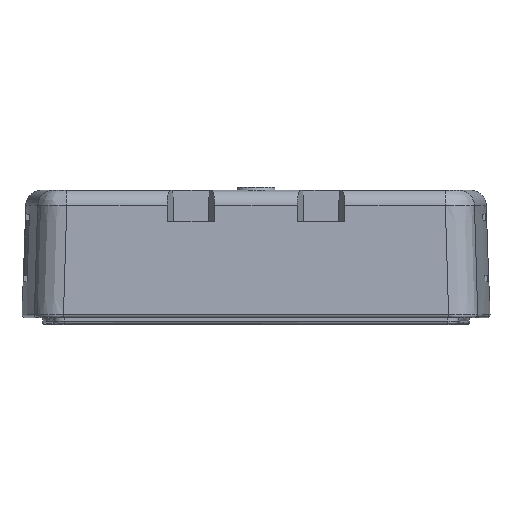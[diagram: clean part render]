
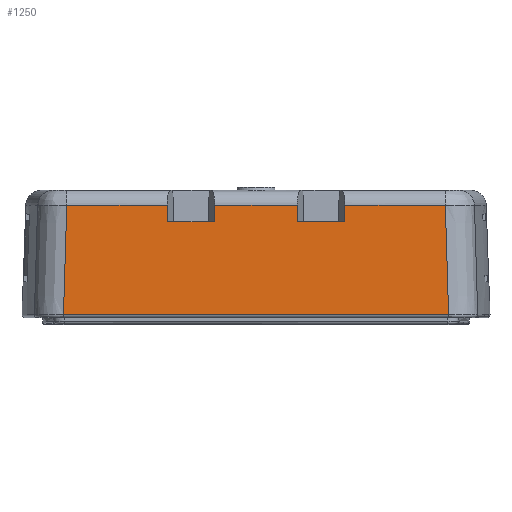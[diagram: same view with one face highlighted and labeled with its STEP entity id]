
A CAD part, front view. The second image highlights one B-rep face of the part: STEP entity #1250.
In plain terms, the highlighted planar face has unit normal (0, -0.999, 0.035).
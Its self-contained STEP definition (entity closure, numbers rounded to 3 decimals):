
#733=FACE_OUTER_BOUND('',#2299,.T.);
#1250=ADVANCED_FACE('',(#733),#1631,.T.);
#1631=PLANE('',#9838);
#2299=EDGE_LOOP('',(#5929,#5930,#5931,#5932,#5933,#5934,#5935,#5936,#5937,
#5938,#5939,#5940));
#3134=LINE('',#16610,#3958);
#3135=LINE('',#16620,#3959);
#3136=LINE('',#16622,#3960);
#3137=LINE('',#16624,#3961);
#3138=LINE('',#16626,#3962);
#3139=LINE('',#16628,#3963);
#3140=LINE('',#16630,#3964);
#3141=LINE('',#16632,#3965);
#3142=LINE('',#16634,#3966);
#3143=LINE('',#16636,#3967);
#3958=VECTOR('',#11570,1.);
#3959=VECTOR('',#11571,1.);
#3960=VECTOR('',#11572,1.);
#3961=VECTOR('',#11573,1.);
#3962=VECTOR('',#11574,1.);
#3963=VECTOR('',#11575,1.);
#3964=VECTOR('',#11576,1.);
#3965=VECTOR('',#11577,1.);
#3966=VECTOR('',#11578,1.);
#3967=VECTOR('',#11579,1.);
#5929=ORIENTED_EDGE('',*,*,#8751,.T.);
#5930=ORIENTED_EDGE('',*,*,#8752,.T.);
#5931=ORIENTED_EDGE('',*,*,#8753,.T.);
#5932=ORIENTED_EDGE('',*,*,#8754,.T.);
#5933=ORIENTED_EDGE('',*,*,#8755,.F.);
#5934=ORIENTED_EDGE('',*,*,#8756,.T.);
#5935=ORIENTED_EDGE('',*,*,#8757,.F.);
#5936=ORIENTED_EDGE('',*,*,#8758,.T.);
#5937=ORIENTED_EDGE('',*,*,#8759,.T.);
#5938=ORIENTED_EDGE('',*,*,#8760,.F.);
#5939=ORIENTED_EDGE('',*,*,#8761,.T.);
#5940=ORIENTED_EDGE('',*,*,#8762,.T.);
#7571=VERTEX_POINT('',#16608);
#7572=VERTEX_POINT('',#16609);
#7573=VERTEX_POINT('',#16611);
#7574=VERTEX_POINT('',#16619);
#7575=VERTEX_POINT('',#16621);
#7576=VERTEX_POINT('',#16623);
#7577=VERTEX_POINT('',#16625);
#7578=VERTEX_POINT('',#16627);
#7579=VERTEX_POINT('',#16629);
#7580=VERTEX_POINT('',#16631);
#7581=VERTEX_POINT('',#16633);
#7582=VERTEX_POINT('',#16635);
#8751=EDGE_CURVE('',#7571,#7572,#9313,.T.);
#8752=EDGE_CURVE('',#7572,#7573,#3134,.T.);
#8753=EDGE_CURVE('',#7573,#7574,#9314,.T.);
#8754=EDGE_CURVE('',#7574,#7575,#3135,.T.);
#8755=EDGE_CURVE('',#7576,#7575,#3136,.T.);
#8756=EDGE_CURVE('',#7576,#7577,#3137,.T.);
#8757=EDGE_CURVE('',#7578,#7577,#3138,.T.);
#8758=EDGE_CURVE('',#7578,#7579,#3139,.T.);
#8759=EDGE_CURVE('',#7579,#7580,#3140,.T.);
#8760=EDGE_CURVE('',#7581,#7580,#3141,.T.);
#8761=EDGE_CURVE('',#7581,#7582,#3142,.T.);
#8762=EDGE_CURVE('',#7582,#7571,#3143,.T.);
#9313=B_SPLINE_CURVE_WITH_KNOTS('',3,(#16601,#16602,#16603,#16604,#16605,
#16606,#16607),.UNSPECIFIED.,.F.,.F.,(4,3,4),(0.,0.476,1.),
 .UNSPECIFIED.);
#9314=B_SPLINE_CURVE_WITH_KNOTS('',3,(#16612,#16613,#16614,#16615,#16616,
#16617,#16618),.UNSPECIFIED.,.F.,.F.,(4,3,4),(0.,0.524,1.),
 .UNSPECIFIED.);
#9838=AXIS2_PLACEMENT_3D('',#16637,#11580,#11581);
#11570=DIRECTION('',(1.,0.,0.));
#11571=DIRECTION('',(-1.,0.,0.));
#11572=DIRECTION('',(0.027,0.035,0.999));
#11573=DIRECTION('',(-1.,0.,0.));
#11574=DIRECTION('',(0.027,-0.035,-0.999));
#11575=DIRECTION('',(-1.,0.,0.));
#11576=DIRECTION('',(-0.027,-0.035,-0.999));
#11577=DIRECTION('',(1.,0.,0.));
#11578=DIRECTION('',(-0.027,0.035,0.999));
#11579=DIRECTION('',(-1.,0.,0.));
#11580=DIRECTION('',(0.,-0.999,0.035));
#11581=DIRECTION('',(0.,-0.035,-0.999));
#16601=CARTESIAN_POINT('',(-32.741,-31.323,19.394));
#16602=CARTESIAN_POINT('',(-32.831,-31.427,16.399));
#16603=CARTESIAN_POINT('',(-32.92,-31.532,13.403));
#16604=CARTESIAN_POINT('',(-33.01,-31.637,10.407));
#16605=CARTESIAN_POINT('',(-33.109,-31.752,7.111));
#16606=CARTESIAN_POINT('',(-33.208,-31.867,3.814));
#16607=CARTESIAN_POINT('',(-33.306,-31.982,0.517));
#16608=CARTESIAN_POINT('',(-32.741,-31.323,19.394));
#16609=CARTESIAN_POINT('',(-33.306,-31.982,0.517));
#16610=CARTESIAN_POINT('',(37.637,-31.982,0.517));
#16611=CARTESIAN_POINT('',(33.309,-31.982,0.517));
#16612=CARTESIAN_POINT('',(33.309,-31.982,0.517));
#16613=CARTESIAN_POINT('',(33.211,-31.867,3.814));
#16614=CARTESIAN_POINT('',(33.112,-31.752,7.111));
#16615=CARTESIAN_POINT('',(33.013,-31.637,10.407));
#16616=CARTESIAN_POINT('',(32.923,-31.532,13.403));
#16617=CARTESIAN_POINT('',(32.833,-31.427,16.399));
#16618=CARTESIAN_POINT('',(32.744,-31.323,19.394));
#16619=CARTESIAN_POINT('',(32.744,-31.323,19.394));
#16620=CARTESIAN_POINT('',(37.637,-31.323,19.394));
#16621=CARTESIAN_POINT('',(15.362,-31.323,19.394));
#16622=CARTESIAN_POINT('',(14.859,-31.979,0.61));
#16623=CARTESIAN_POINT('',(15.287,-31.42,16.6));
#16624=CARTESIAN_POINT('',(37.637,-31.42,16.6));
#16625=CARTESIAN_POINT('',(7.213,-31.42,16.6));
#16626=CARTESIAN_POINT('',(7.679,-32.028,-0.802));
#16627=CARTESIAN_POINT('',(7.138,-31.323,19.394));
#16628=CARTESIAN_POINT('',(37.637,-31.323,19.394));
#16629=CARTESIAN_POINT('',(-7.138,-31.323,19.394));
#16630=CARTESIAN_POINT('',(-7.625,-31.958,1.211));
#16631=CARTESIAN_POINT('',(-7.213,-31.42,16.6));
#16632=CARTESIAN_POINT('',(37.637,-31.42,16.6));
#16633=CARTESIAN_POINT('',(-15.287,-31.42,16.6));
#16634=CARTESIAN_POINT('',(-14.805,-32.049,-1.403));
#16635=CARTESIAN_POINT('',(-15.362,-31.323,19.394));
#16636=CARTESIAN_POINT('',(37.637,-31.323,19.394));
#16637=CARTESIAN_POINT('',(37.637,-32.,0.));
